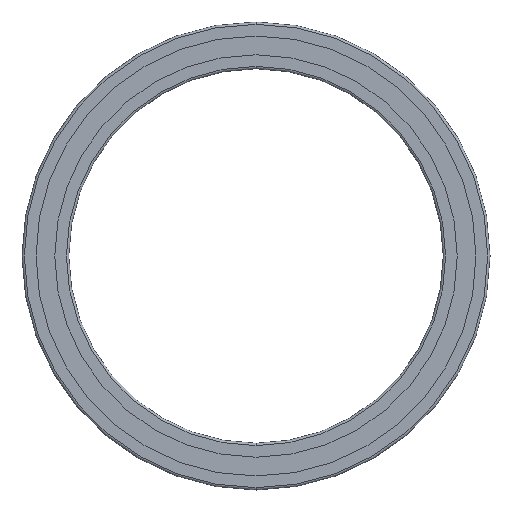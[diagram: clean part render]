
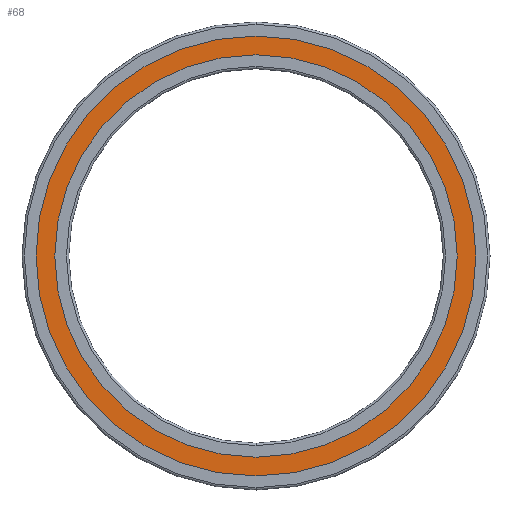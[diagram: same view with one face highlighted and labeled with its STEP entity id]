
A CAD part, front view. The second image highlights one B-rep face of the part: STEP entity #68.
In plain terms, the highlighted planar face has unit normal (0, -1, 0).
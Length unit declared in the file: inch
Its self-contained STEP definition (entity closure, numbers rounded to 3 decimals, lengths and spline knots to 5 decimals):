
#3 = VERTEX_POINT ( 'NONE', #87 ) ;
#18 = DIRECTION ( 'NONE',  ( 0., 0., 1. ) ) ;
#30 = EDGE_CURVE ( 'NONE', #3, #615, #335, .T. ) ;
#58 = EDGE_LOOP ( 'NONE', ( #480, #364 ) ) ;
#68 = ADVANCED_FACE ( 'NONE', ( #305, #283 ), #339, .F. ) ;
#78 = DIRECTION ( 'NONE',  ( 0., 0., 1. ) ) ;
#87 = CARTESIAN_POINT ( 'NONE',  ( 0., -0.17717, 1.69291 ) ) ;
#136 = DIRECTION ( 'NONE',  ( 0., 1., 0. ) ) ;
#161 = DIRECTION ( 'NONE',  ( 0., 1., 0. ) ) ;
#162 = ORIENTED_EDGE ( 'NONE', *, *, #426, .F. ) ;
#171 = VERTEX_POINT ( 'NONE', #299 ) ;
#196 = CARTESIAN_POINT ( 'NONE',  ( 0., -0.17717, 0. ) ) ;
#214 = DIRECTION ( 'NONE',  ( 0., 0., 1. ) ) ;
#281 = CARTESIAN_POINT ( 'NONE',  ( 0., -0.17717, -1.69291 ) ) ;
#283 = FACE_BOUND ( 'NONE', #58, .T. ) ;
#287 = AXIS2_PLACEMENT_3D ( 'NONE', #448, #161, #214 ) ;
#291 = AXIS2_PLACEMENT_3D ( 'NONE', #196, #136, #78 ) ;
#292 = EDGE_CURVE ( 'NONE', #599, #171, #747, .T. ) ;
#299 = CARTESIAN_POINT ( 'NONE',  ( 0., -0.17717, -1.85039 ) ) ;
#305 = FACE_OUTER_BOUND ( 'NONE', #457, .T. ) ;
#310 = CARTESIAN_POINT ( 'NONE',  ( 0., -0.17717, 0. ) ) ;
#322 = DIRECTION ( 'NONE',  ( 0., 1., 0. ) ) ;
#335 = CIRCLE ( 'NONE', #714, 1.69291 ) ;
#339 = PLANE ( 'NONE',  #287 ) ;
#364 = ORIENTED_EDGE ( 'NONE', *, *, #368, .T. ) ;
#368 = EDGE_CURVE ( 'NONE', #615, #3, #458, .T. ) ;
#373 = CARTESIAN_POINT ( 'NONE',  ( 0., -0.17717, 0. ) ) ;
#392 = CARTESIAN_POINT ( 'NONE',  ( 0., -0.17717, 1.85039 ) ) ;
#423 = AXIS2_PLACEMENT_3D ( 'NONE', #310, #593, #18 ) ;
#426 = EDGE_CURVE ( 'NONE', #171, #599, #722, .T. ) ;
#433 = DIRECTION ( 'NONE',  ( 0., 0., 1. ) ) ;
#448 = CARTESIAN_POINT ( 'NONE',  ( 1.69291, -0.17717, 0. ) ) ;
#449 = AXIS2_PLACEMENT_3D ( 'NONE', #373, #598, #433 ) ;
#457 = EDGE_LOOP ( 'NONE', ( #632, #162 ) ) ;
#458 = CIRCLE ( 'NONE', #291, 1.69291 ) ;
#480 = ORIENTED_EDGE ( 'NONE', *, *, #30, .T. ) ;
#593 = DIRECTION ( 'NONE',  ( 0., 1., 0. ) ) ;
#598 = DIRECTION ( 'NONE',  ( 0., 1., 0. ) ) ;
#599 = VERTEX_POINT ( 'NONE', #392 ) ;
#609 = CARTESIAN_POINT ( 'NONE',  ( 0., -0.17717, 0. ) ) ;
#615 = VERTEX_POINT ( 'NONE', #281 ) ;
#632 = ORIENTED_EDGE ( 'NONE', *, *, #292, .F. ) ;
#714 = AXIS2_PLACEMENT_3D ( 'NONE', #609, #322, #724 ) ;
#722 = CIRCLE ( 'NONE', #449, 1.85039 ) ;
#724 = DIRECTION ( 'NONE',  ( 0., 0., 1. ) ) ;
#747 = CIRCLE ( 'NONE', #423, 1.85039 ) ;
